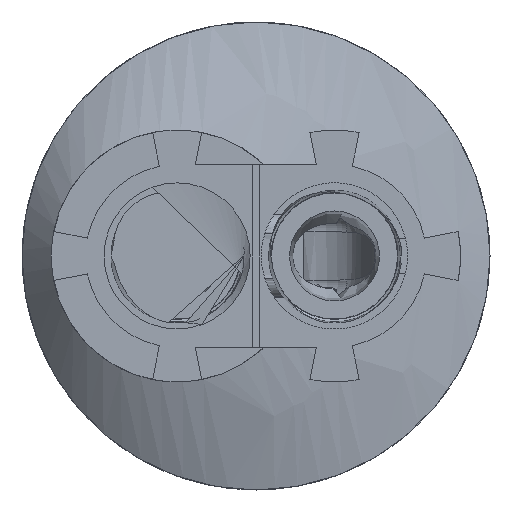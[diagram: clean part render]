
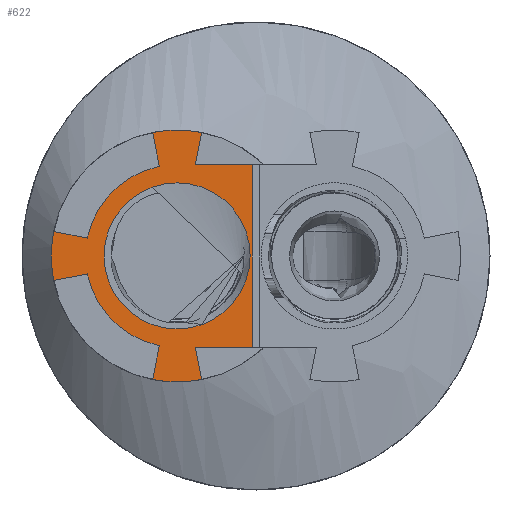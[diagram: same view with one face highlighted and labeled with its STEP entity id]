
A CAD part, left-side view. The second image highlights one B-rep face of the part: STEP entity #622.
In plain terms, the highlighted planar face has unit normal (-1, 0, 0).
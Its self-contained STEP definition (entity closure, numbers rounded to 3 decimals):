
#208=PLANE('',#4886);
#387=FACE_BOUND('',#1211,.T.);
#388=FACE_BOUND('',#1212,.T.);
#622=ADVANCED_FACE('',(#387,#388),#208,.T.);
#1211=EDGE_LOOP('',(#3048));
#1212=EDGE_LOOP('',(#3049,#3050,#3051,#3052,#3053,#3054,#3055,#3056,#3057,
#3058,#3059,#3060,#3061,#3062));
#1616=LINE('',#10364,#1875);
#1642=LINE('',#10441,#1901);
#1646=LINE('',#10446,#1905);
#1651=LINE('',#10454,#1910);
#1655=LINE('',#10459,#1914);
#1657=LINE('',#10462,#1916);
#1662=LINE('',#10470,#1921);
#1676=LINE('',#11003,#1935);
#1677=LINE('',#11005,#1936);
#1875=VECTOR('',#5576,1.);
#1901=VECTOR('',#5650,1.);
#1905=VECTOR('',#5656,1.);
#1910=VECTOR('',#5665,1.);
#1914=VECTOR('',#5671,1.);
#1916=VECTOR('',#5675,1.);
#1921=VECTOR('',#5682,1.);
#1935=VECTOR('',#5786,1.);
#1936=VECTOR('',#5787,1.);
#3048=ORIENTED_EDGE('',*,*,#4299,.F.);
#3049=ORIENTED_EDGE('',*,*,#4305,.T.);
#3050=ORIENTED_EDGE('',*,*,#4240,.F.);
#3051=ORIENTED_EDGE('',*,*,#4182,.T.);
#3052=ORIENTED_EDGE('',*,*,#4155,.T.);
#3053=ORIENTED_EDGE('',*,*,#4235,.T.);
#3054=ORIENTED_EDGE('',*,*,#4189,.T.);
#3055=ORIENTED_EDGE('',*,*,#4233,.T.);
#3056=ORIENTED_EDGE('',*,*,#4159,.T.);
#3057=ORIENTED_EDGE('',*,*,#4229,.T.);
#3058=ORIENTED_EDGE('',*,*,#4185,.T.);
#3059=ORIENTED_EDGE('',*,*,#4224,.T.);
#3060=ORIENTED_EDGE('',*,*,#4162,.T.);
#3061=ORIENTED_EDGE('',*,*,#4220,.T.);
#3062=ORIENTED_EDGE('',*,*,#4306,.F.);
#3584=VERTEX_POINT('',#10051);
#3587=VERTEX_POINT('',#10056);
#3588=VERTEX_POINT('',#10060);
#3591=VERTEX_POINT('',#10065);
#3594=VERTEX_POINT('',#10072);
#3595=VERTEX_POINT('',#10074);
#3613=VERTEX_POINT('',#10365);
#3614=VERTEX_POINT('',#10369);
#3616=VERTEX_POINT('',#10372);
#3618=VERTEX_POINT('',#10378);
#3620=VERTEX_POINT('',#10381);
#3639=VERTEX_POINT('',#10440);
#3643=VERTEX_POINT('',#10471);
#3679=VERTEX_POINT('',#10981);
#3684=VERTEX_POINT('',#11004);
#4155=EDGE_CURVE('',#3584,#3587,#4498,.T.);
#4159=EDGE_CURVE('',#3588,#3591,#4500,.T.);
#4162=EDGE_CURVE('',#3595,#3594,#4502,.T.);
#4182=EDGE_CURVE('',#3613,#3584,#1616,.T.);
#4185=EDGE_CURVE('',#3616,#3614,#4515,.T.);
#4189=EDGE_CURVE('',#3620,#3618,#4517,.T.);
#4220=EDGE_CURVE('',#3594,#3639,#1642,.T.);
#4224=EDGE_CURVE('',#3614,#3595,#1646,.T.);
#4229=EDGE_CURVE('',#3591,#3616,#1651,.T.);
#4233=EDGE_CURVE('',#3618,#3588,#1655,.T.);
#4235=EDGE_CURVE('',#3587,#3620,#1657,.T.);
#4240=EDGE_CURVE('',#3613,#3643,#1662,.T.);
#4299=EDGE_CURVE('',#3679,#3679,#4540,.T.);
#4305=EDGE_CURVE('',#3684,#3643,#1676,.T.);
#4306=EDGE_CURVE('',#3684,#3639,#1677,.T.);
#4498=CIRCLE('',#4779,0.35);
#4500=CIRCLE('',#4782,0.35);
#4502=CIRCLE('',#4785,0.35);
#4515=CIRCLE('',#4812,0.252);
#4517=CIRCLE('',#4815,0.252);
#4540=CIRCLE('',#4880,0.203);
#4779=AXIS2_PLACEMENT_3D('',#10057,#5506,#5507);
#4782=AXIS2_PLACEMENT_3D('',#10066,#5514,#5515);
#4785=AXIS2_PLACEMENT_3D('',#10073,#5521,#5522);
#4812=AXIS2_PLACEMENT_3D('',#10371,#5581,#5582);
#4815=AXIS2_PLACEMENT_3D('',#10380,#5589,#5590);
#4880=AXIS2_PLACEMENT_3D('',#10980,#5772,#5773);
#4886=AXIS2_PLACEMENT_3D('',#11006,#5788,#5789);
#5506=DIRECTION('',(-1.,0.,0.));
#5507=DIRECTION('',(0.,0.,1.));
#5514=DIRECTION('',(-1.,0.,0.));
#5515=DIRECTION('',(0.,0.,1.));
#5521=DIRECTION('',(-1.,0.,0.));
#5522=DIRECTION('',(0.,0.,1.));
#5576=DIRECTION('',(0.,-0.195,0.981));
#5581=DIRECTION('',(-1.,0.,0.));
#5582=DIRECTION('',(0.,0.,1.));
#5589=DIRECTION('',(-1.,0.,0.));
#5590=DIRECTION('',(0.,0.,1.));
#5650=DIRECTION('',(0.,0.195,0.981));
#5656=DIRECTION('',(0.,0.195,-0.981));
#5665=DIRECTION('',(0.,-0.981,0.195));
#5671=DIRECTION('',(0.,0.981,0.195));
#5675=DIRECTION('',(0.,-0.195,-0.981));
#5682=DIRECTION('',(0.,-1.,0.));
#5772=DIRECTION('',(-1.,0.,0.));
#5773=DIRECTION('',(0.,0.,-1.));
#5786=DIRECTION('',(0.,0.,1.));
#5787=DIRECTION('',(0.,1.,0.));
#5788=DIRECTION('',(-1.,0.,0.));
#5789=DIRECTION('',(0.,0.,1.));
#10051=CARTESIAN_POINT('',(-2.84,-0.068,0.343));
#10056=CARTESIAN_POINT('',(-2.84,0.068,0.343));
#10057=CARTESIAN_POINT('',(-2.84,0.,0.));
#10060=CARTESIAN_POINT('',(-2.84,0.343,0.068));
#10065=CARTESIAN_POINT('',(-2.84,0.343,-0.068));
#10066=CARTESIAN_POINT('',(-2.84,0.,0.));
#10072=CARTESIAN_POINT('',(-2.84,-0.068,-0.343));
#10073=CARTESIAN_POINT('',(-2.84,0.,0.));
#10074=CARTESIAN_POINT('',(-2.84,0.068,-0.343));
#10364=CARTESIAN_POINT('',(-2.84,0.,0.));
#10365=CARTESIAN_POINT('',(-2.84,-0.051,0.254));
#10369=CARTESIAN_POINT('',(-2.84,0.05,-0.249));
#10371=CARTESIAN_POINT('',(-2.84,0.002,0.));
#10372=CARTESIAN_POINT('',(-2.84,0.25,-0.05));
#10378=CARTESIAN_POINT('',(-2.84,0.25,0.05));
#10380=CARTESIAN_POINT('',(-2.84,0.002,0.));
#10381=CARTESIAN_POINT('',(-2.84,0.05,0.249));
#10440=CARTESIAN_POINT('',(-2.84,-0.051,-0.254));
#10441=CARTESIAN_POINT('',(-2.84,0.,0.));
#10446=CARTESIAN_POINT('',(-2.84,0.05,-0.249));
#10454=CARTESIAN_POINT('',(-2.84,0.,0.));
#10459=CARTESIAN_POINT('',(-2.84,0.249,0.05));
#10462=CARTESIAN_POINT('',(-2.84,0.068,0.343));
#10470=CARTESIAN_POINT('',(-2.84,0.,0.254));
#10471=CARTESIAN_POINT('',(-2.84,-0.209,0.254));
#10980=CARTESIAN_POINT('',(-2.84,0.,0.));
#10981=CARTESIAN_POINT('',(-2.84,0.,-0.203));
#11003=CARTESIAN_POINT('',(-2.84,-0.209,0.));
#11004=CARTESIAN_POINT('',(-2.84,-0.209,-0.254));
#11005=CARTESIAN_POINT('',(-2.84,-0.437,-0.254));
#11006=CARTESIAN_POINT('',(-2.84,0.,0.));
